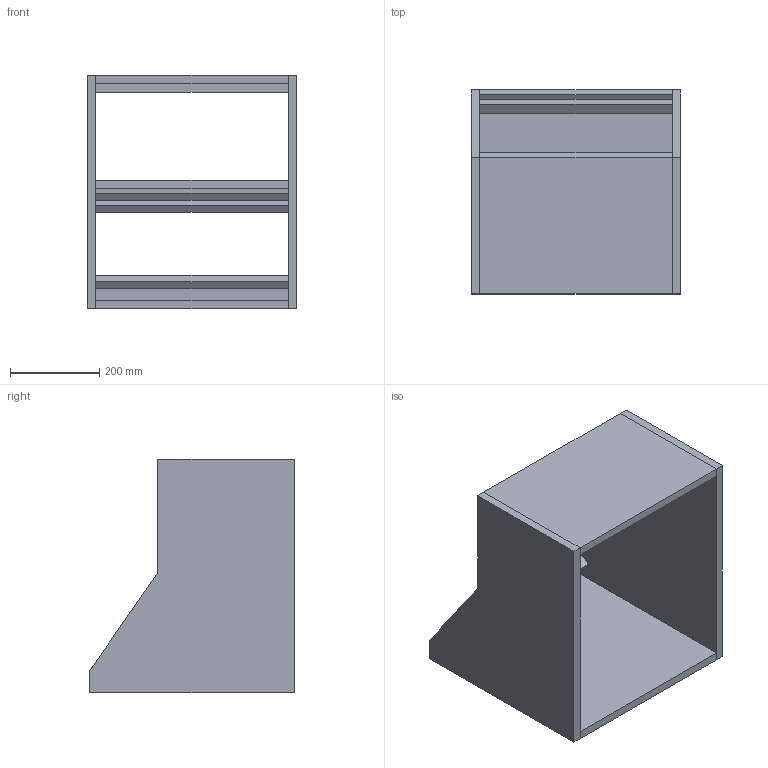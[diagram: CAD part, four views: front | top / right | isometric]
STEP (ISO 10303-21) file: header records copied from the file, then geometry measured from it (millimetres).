
FILE_DESCRIPTION(/* description */ (''),/* implementation_level */ '2;1');
FILE_NAME(/* name */ 'cab part 2 comps v5.step',/* time_stamp */ '2021-06-15T20:18:47-05:00',/* author */ (''),/* organization */ (''),/* preprocessor_version */ 'ST-DEVELOPER v18.1',/* originating_system */ 'Autodesk Translation Framework v10.9.0.1377',/* authorisation */ '');
FILE_SCHEMA (('AUTOMOTIVE_DESIGN { 1 0 10303 214 3 1 1 }'));
Length unit declared in the file: inch
Products named in the file (11): cab part 2 comps; Right Side; Top; Left Side; Front; Upper Module Section Top Mount; Upper Module Section Bottom Mount; Lower Module Section Top Mount; Lower Module Section Bottom Mount; Bottom; Section Divider
Assembly tree (10 placements, depth 2):
  cab part 2 comps
    Right Side
    Top
    Left Side
    Front
    Upper Module Section Top Mount
    Upper Module Section Bottom Mount
    Lower Module Section Top Mount
    Lower Module Section Bottom Mount
    Bottom
    Section Divider
Bounding box: 469.9 x 457.2 x 523.67 mm (x, y, z)
Volume: 14759973.1 mm3; surface area: 1774573.8 mm2
Topology: 10 solids, 10 shells, 67 faces, 141 edges, 94 vertices
Faces by surface type: plane 67
Entity records: 2098 total; most frequent: CARTESIAN_POINT 323, DIRECTION 317, ORIENTED_EDGE 282, LINE 141, VECTOR 141, EDGE_CURVE 141, VERTEX_POINT 94, AXIS2_PLACEMENT_3D 88
